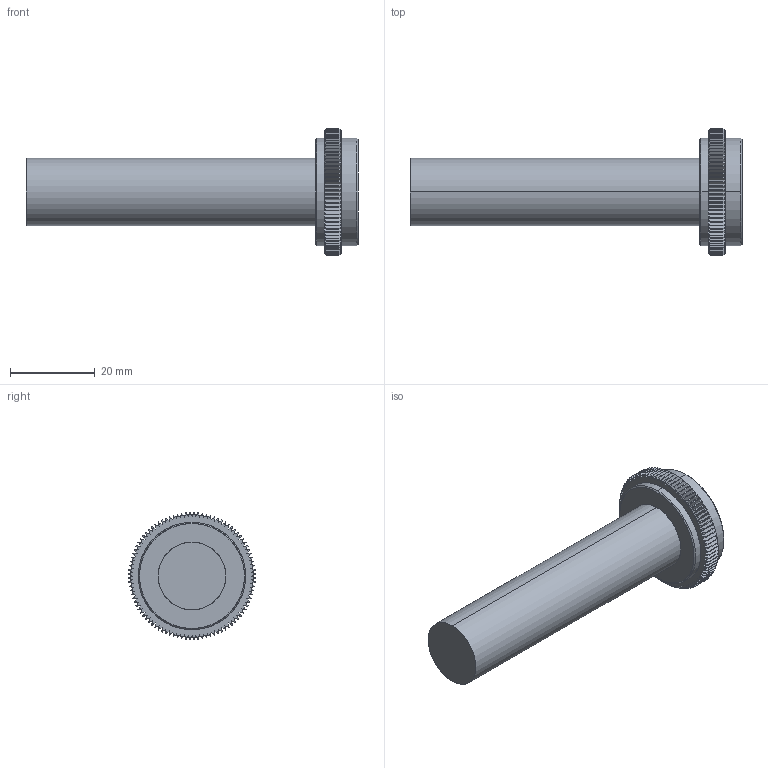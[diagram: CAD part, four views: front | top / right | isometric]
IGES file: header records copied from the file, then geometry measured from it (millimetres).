
Start section: SolidWorks IGES file using analytic representation for surfaces
Global section: file name: WWL05-250A.IGS; native system: SolidWorks 2012; preprocessor: SolidWorks 2012; author: ZXC; date: 180503.150552; units: millimetre
Bounding box: 78.5 x 29.99 x 29.99 mm (x, y, z)
Surface area: 6062.5 mm2 (no closed solid volume)
Topology: 0 solids, 0 shells, 495 faces, 3112 edges, 3112 vertices
Faces by surface type: revolution 298, bspline 197
